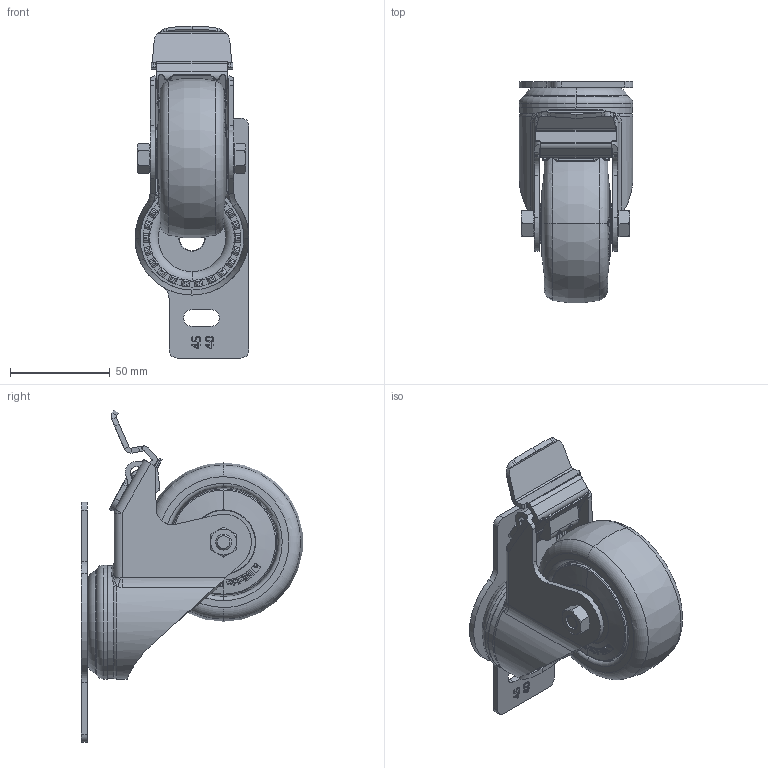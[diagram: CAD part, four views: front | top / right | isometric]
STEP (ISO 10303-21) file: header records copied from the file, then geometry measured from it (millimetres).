
FILE_DESCRIPTION (( 'STEP AP214' ), '1' );
FILE_NAME ('Accessories for aluminium profiles098S080UD4045NESD.step', '2016-10-19T13:20:10', ( '' ), ( '' ), 'SwSTEP 2.0', 'SolidWorks 2016', '' );
FILE_SCHEMA (( 'AUTOMOTIVE_DESIGN' ));
Length unit declared in the file: millimetre
Products named in the file (5): PATH_80_8K-ELS-FK-845659_214_selction no pls; 4DIN931M08048MS01; 4DIN934M08M; 098S4045R.u.Tab_098S080D4045; Accessories for aluminium profiles098S080UD4045NESD
Assembly tree (4 placements, depth 2):
  Accessories for aluminium profiles098S080UD4045NESD
    098S4045R.u.Tab_098S080D4045
    4DIN934M08M
    4DIN931M08048MS01
    PATH_80_8K-ELS-FK-845659_214_selction no pls
Bounding box: 57 x 110.64 x 166.07 mm (x, y, z)
Volume: 211245.2 mm3; surface area: 87293.7 mm2
Topology: 7 solids, 17 shells, 2791 faces, 7613 edges, 4928 vertices
Faces by surface type: plane 1228, bspline 823, cylinder 426, cone 157, torus 150, sphere 7
Entity records: 173812 total; most frequent: CARTESIAN_POINT 80693, ORIENTED_EDGE 15218, DIRECTION 9613, EDGE_CURVE 7609, VERTEX_POINT 4928, LINE 3521, VECTOR 3521, AXIS2_PLACEMENT_3D 3046
